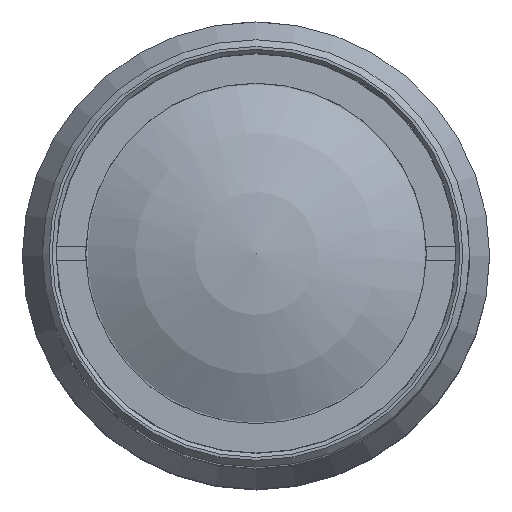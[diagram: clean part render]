
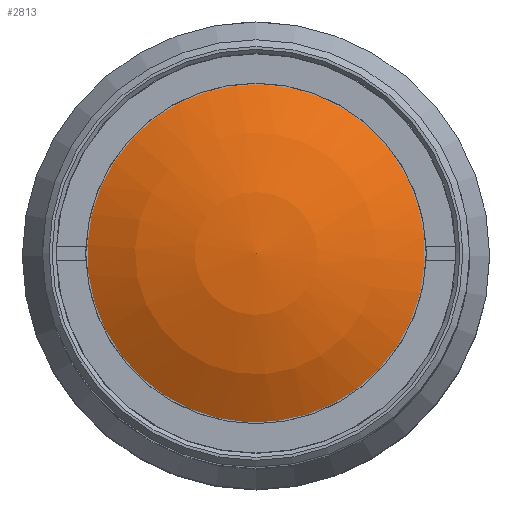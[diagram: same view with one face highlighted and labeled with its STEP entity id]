
A CAD part, top view. The second image highlights one B-rep face of the part: STEP entity #2813.
In plain terms, the highlighted spherical face has radius 26.49 mm.
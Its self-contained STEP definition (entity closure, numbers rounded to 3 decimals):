
#31=SPHERICAL_SURFACE('',#3148,26.49);
#728=FACE_OUTER_BOUND('',#1014,.T.);
#1014=EDGE_LOOP('',(#2261));
#1248=CIRCLE('',#3146,13.25);
#1462=VERTEX_POINT('',#4826);
#1750=EDGE_CURVE('',#1462,#1462,#1248,.T.);
#2261=ORIENTED_EDGE('',*,*,#1750,.T.);
#2813=ADVANCED_FACE('',(#728),#31,.T.);
#3146=AXIS2_PLACEMENT_3D('',#4827,#3829,#3830);
#3148=AXIS2_PLACEMENT_3D('',#4830,#3833,#3834);
#3829=DIRECTION('center_axis',(0.,0.,
1.));
#3830=DIRECTION('ref_axis',(-0.392,-0.92,0.));
#3833=DIRECTION('center_axis',(0.,0.,
-1.));
#3834=DIRECTION('ref_axis',(-0.392,-0.92,0.));
#4826=CARTESIAN_POINT('',(5.2,12.187,121.016));
#4827=CARTESIAN_POINT('Origin',(0.,0.,
121.016));
#4830=CARTESIAN_POINT('Origin',(0.,0.,
98.078));
